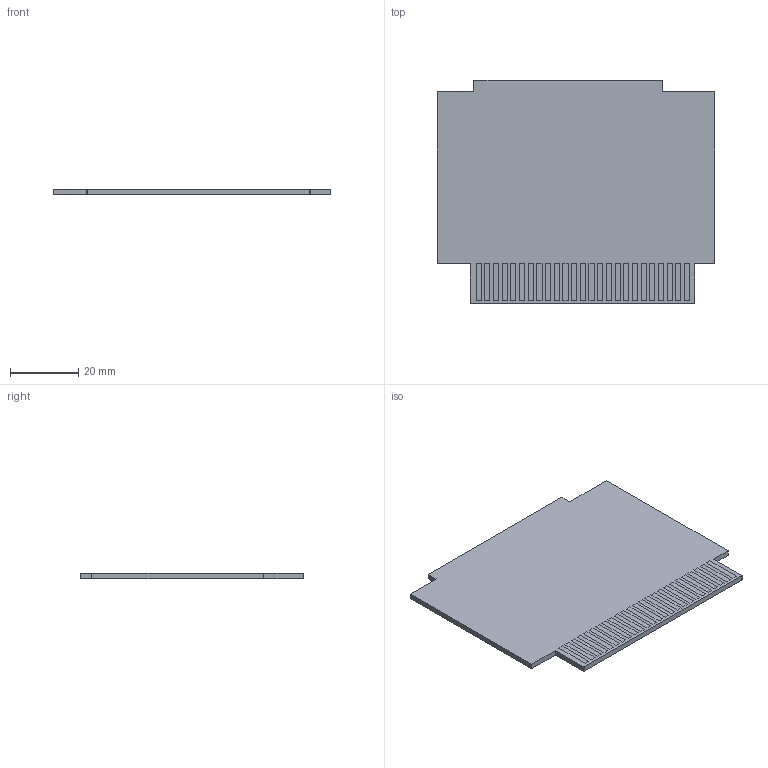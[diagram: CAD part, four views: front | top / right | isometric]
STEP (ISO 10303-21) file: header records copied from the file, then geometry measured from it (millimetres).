
FILE_DESCRIPTION(('FreeCAD Model'),'2;1');
FILE_NAME('Open CASCADE Shape Model','2021-12-17T17:20:59',('Doomn00b'), (''),'Open CASCADE STEP processor 7.5','FreeCAD','Unknown');
FILE_SCHEMA(('AUTOMOTIVE_DESIGN { 1 0 10303 214 1 1 1 1 }'));
Length unit declared in the file: millimetre
Products named in the file (4): rom128k; Pcb_e656; topPads_e656; botPads_e656
Assembly tree (3 placements, depth 2):
  rom128k
    Pcb_e656
    topPads_e656
    botPads_e656
Bounding box: 81.28 x 65.28 x 1.64 mm (x, y, z)
Volume: 8057.3 mm3; surface area: 11365.6 mm2
Topology: 1 solids, 51 shells, 66 faces, 242 edges, 228 vertices
Faces by surface type: plane 66
Entity records: 3115 total; most frequent: CARTESIAN_POINT 540, DIRECTION 382, ORIENTED_EDGE 284, EDGE_CURVE 242, LINE 242, VECTOR 242, VERTEX_POINT 228, AXIS2_PLACEMENT_3D 70
